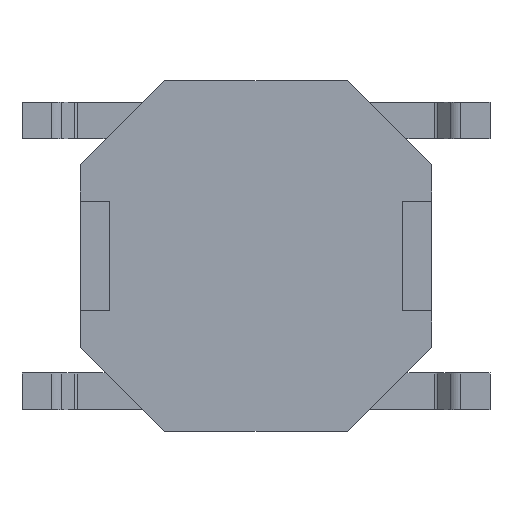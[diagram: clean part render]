
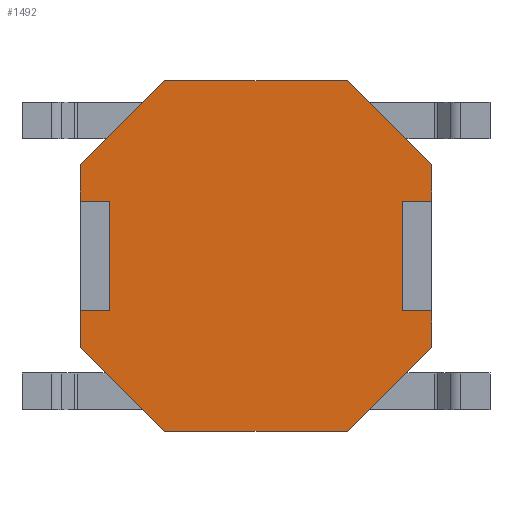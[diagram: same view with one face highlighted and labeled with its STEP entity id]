
A CAD part, front view. The second image highlights one B-rep face of the part: STEP entity #1492.
In plain terms, the highlighted planar face has unit normal (0, -1, 0).
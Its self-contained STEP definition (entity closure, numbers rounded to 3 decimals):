
#2=VERTEX_POINT ( 'NONE', #1420 );
#3=EDGE_CURVE ( 'NONE', #511, #1017, #1093, .T. );
#7=VECTOR ( 'NONE', #771, 1000. );
#17=CARTESIAN_POINT ( 'NONE',  ( 1.25, 0.05, 2.4 ) );
#25=DIRECTION ( 'NONE',  ( 0., 0., 1. ) );
#39=VECTOR ( 'NONE', #46, 1000. );
#46=DIRECTION ( 'NONE',  ( 0., 0., -1. ) );
#49=CARTESIAN_POINT ( 'NONE',  ( -1.25, 0.05, 2.4 ) );
#56=CARTESIAN_POINT ( 'NONE',  ( -2.4, 0.05, 1.25 ) );
#77=DIRECTION ( 'NONE',  ( 0., 0., 1. ) );
#93=FACE_OUTER_BOUND ( 'NONE', #1731, .T. );
#95=DIRECTION ( 'NONE',  ( -0.707, 0., 0.707 ) );
#108=DIRECTION ( 'NONE',  ( 0., 0., -1. ) );
#109=VERTEX_POINT ( 'NONE', #546 );
#111=EDGE_CURVE ( 'NONE', #365, #109, #592, .T. );
#129=ORIENTED_EDGE ( 'NONE', *, *, #938, .F. );
#147=DIRECTION ( 'NONE',  ( -1., 0., 0. ) );
#153=VECTOR ( 'NONE', #25, 1000. );
#167=VERTEX_POINT ( 'NONE', #861 );
#224=EDGE_CURVE ( 'NONE', #1402, #889, #1454, .T. );
#229=ORIENTED_EDGE ( 'NONE', *, *, #111, .F. );
#241=LINE ( 'NONE', #802, #478 );
#247=ORIENTED_EDGE ( 'NONE', *, *, #1595, .F. );
#254=VERTEX_POINT ( 'NONE', #421 );
#262=DIRECTION ( 'NONE',  ( 0.707, 0., 0.707 ) );
#278=DIRECTION ( 'NONE',  ( 0.707, 0., -0.707 ) );
#289=LINE ( 'NONE', #946, #1637 );
#343=ORIENTED_EDGE ( 'NONE', *, *, #1001, .F. );
#353=ORIENTED_EDGE ( 'NONE', *, *, #686, .F. );
#365=VERTEX_POINT ( 'NONE', #541 );
#372=CARTESIAN_POINT ( 'NONE',  ( -2.4, 0.05, -0.75 ) );
#390=EDGE_CURVE ( 'NONE', #1180, #544, #241, .T. );
#397=VERTEX_POINT ( 'NONE', #936 );
#421=CARTESIAN_POINT ( 'NONE',  ( 2., 0.05, 0.75 ) );
#430=EDGE_CURVE ( 'NONE', #1548, #1180, #613, .T. );
#444=EDGE_CURVE ( 'NONE', #167, #254, #758, .T. );
#455=CARTESIAN_POINT ( 'NONE',  ( 2.4, 0.05, 0.75 ) );
#470=CARTESIAN_POINT ( 'NONE',  ( 2.4, 0.05, -0.75 ) );
#478=VECTOR ( 'NONE', #108, 1000. );
#480=VECTOR ( 'NONE', #855, 1000. );
#488=ORIENTED_EDGE ( 'NONE', *, *, #654, .F. );
#490=ORIENTED_EDGE ( 'NONE', *, *, #224, .F. );
#501=VECTOR ( 'NONE', #1232, 1000. );
#511=VERTEX_POINT ( 'NONE', #1226 );
#514=DIRECTION ( 'NONE',  ( 1., 0., 0. ) );
#541=CARTESIAN_POINT ( 'NONE',  ( -2., 0.05, -0.75 ) );
#544=VERTEX_POINT ( 'NONE', #1310 );
#546=CARTESIAN_POINT ( 'NONE',  ( -2., 0.05, 0.75 ) );
#583=ORIENTED_EDGE ( 'NONE', *, *, #390, .F. );
#592=LINE ( 'NONE', #546, #153 );
#605=ORIENTED_EDGE ( 'NONE', *, *, #623, .F. );
#613=LINE ( 'NONE', #470, #7 );
#614=LINE ( 'NONE', #372, #670 );
#623=EDGE_CURVE ( 'NONE', #109, #1233, #962, .T. );
#653=CARTESIAN_POINT ( 'NONE',  ( -2.4, 0.05, 0.75 ) );
#654=EDGE_CURVE ( 'NONE', #1233, #1402, #1192, .T. );
#670=VECTOR ( 'NONE', #514, 1000. );
#672=LINE ( 'NONE', #1310, #1173 );
#686=EDGE_CURVE ( 'NONE', #254, #1548, #1478, .T. );
#695=DIRECTION ( 'NONE',  ( 0., 1., 0. ) );
#758=LINE ( 'NONE', #455, #781 );
#771=DIRECTION ( 'NONE',  ( 1., 0., 0. ) );
#781=VECTOR ( 'NONE', #147, 1000. );
#798=DIRECTION ( 'NONE',  ( -1., 0., 0. ) );
#802=CARTESIAN_POINT ( 'NONE',  ( 2.4, 0.05, 1.25 ) );
#804=AXIS2_PLACEMENT_3D ( 'NONE', #1089, #695, #77 );
#849=VERTEX_POINT ( 'NONE', #17 );
#855=DIRECTION ( 'NONE',  ( -1., 0., 0. ) );
#858=ORIENTED_EDGE ( 'NONE', *, *, #957, .F. );
#861=CARTESIAN_POINT ( 'NONE',  ( 2.4, 0.05, 0.75 ) );
#869=EDGE_CURVE ( 'NONE', #1017, #397, #289, .T. );
#877=ORIENTED_EDGE ( 'NONE', *, *, #869, .F. );
#889=VERTEX_POINT ( 'NONE', #49 );
#936=CARTESIAN_POINT ( 'NONE',  ( -2.4, 0.05, -1.25 ) );
#938=EDGE_CURVE ( 'NONE', #1284, #167, #241, .T. );
#946=CARTESIAN_POINT ( 'NONE',  ( -1.25, 0.05, -2.4 ) );
#957=EDGE_CURVE ( 'NONE', #397, #2, #1192, .T. );
#962=LINE ( 'NONE', #653, #480 );
#964=VECTOR ( 'NONE', #278, 1000. );
#1001=EDGE_CURVE ( 'NONE', #544, #511, #672, .T. );
#1017=VERTEX_POINT ( 'NONE', #946 );
#1089=CARTESIAN_POINT ( 'NONE',  ( 0., 0.05, 0. ) );
#1093=LINE ( 'NONE', #946, #1312 );
#1173=VECTOR ( 'NONE', #1217, 1000. );
#1180=VERTEX_POINT ( 'NONE', #470 );
#1192=LINE ( 'NONE', #56, #153 );
#1217=DIRECTION ( 'NONE',  ( -0.707, 0., -0.707 ) );
#1226=CARTESIAN_POINT ( 'NONE',  ( 1.25, 0.05, -2.4 ) );
#1232=DIRECTION ( 'NONE',  ( 1., 0., 0. ) );
#1233=VERTEX_POINT ( 'NONE', #653 );
#1246=CARTESIAN_POINT ( 'NONE',  ( 2., 0.05, -0.75 ) );
#1255=EDGE_CURVE ( 'NONE', #849, #1284, #1733, .T. );
#1257=ORIENTED_EDGE ( 'NONE', *, *, #1749, .F. );
#1284=VERTEX_POINT ( 'NONE', #802 );
#1310=CARTESIAN_POINT ( 'NONE',  ( 2.4, 0.05, -1.25 ) );
#1312=VECTOR ( 'NONE', #798, 1000. );
#1402=VERTEX_POINT ( 'NONE', #56 );
#1410=VECTOR ( 'NONE', #262, 1000. );
#1420=CARTESIAN_POINT ( 'NONE',  ( -2.4, 0.05, -0.75 ) );
#1440=ORIENTED_EDGE ( 'NONE', *, *, #3, .F. );
#1454=LINE ( 'NONE', #56, #1410 );
#1463=ORIENTED_EDGE ( 'NONE', *, *, #430, .F. );
#1472=LINE ( 'NONE', #49, #501 );
#1478=LINE ( 'NONE', #421, #39 );
#1492=ADVANCED_FACE ( 'NONE', ( #93 ), #1716, .F. );
#1506=ORIENTED_EDGE ( 'NONE', *, *, #444, .F. );
#1548=VERTEX_POINT ( 'NONE', #1246 );
#1595=EDGE_CURVE ( 'NONE', #889, #849, #1472, .T. );
#1637=VECTOR ( 'NONE', #95, 1000. );
#1658=ORIENTED_EDGE ( 'NONE', *, *, #1255, .F. );
#1716=PLANE ( 'NONE',  #804 );
#1731=EDGE_LOOP ( 'NONE', ( #583, #1463, #353, #1506, #129, #1658, #247, #490, #488, #605, #229, #1257, #858, #877, #1440, #343 ) );
#1733=LINE ( 'NONE', #17, #964 );
#1749=EDGE_CURVE ( 'NONE', #2, #365, #614, .T. );
